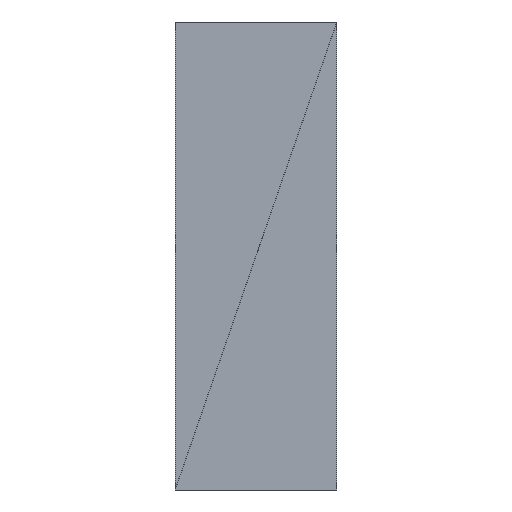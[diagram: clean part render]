
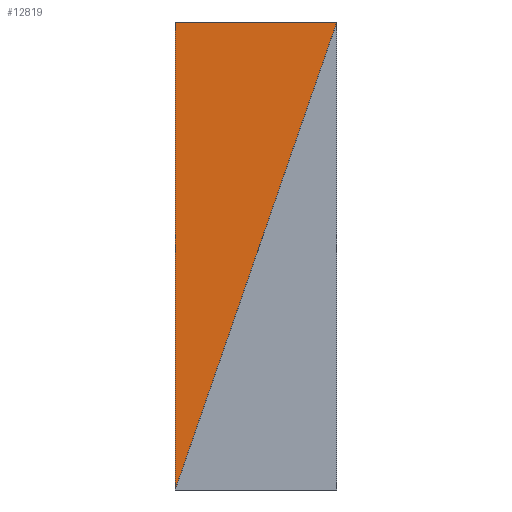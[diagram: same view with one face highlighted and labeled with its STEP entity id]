
A CAD part, left-side view. The second image highlights one B-rep face of the part: STEP entity #12819.
In plain terms, the highlighted planar face has unit normal (-1, 0, 0).
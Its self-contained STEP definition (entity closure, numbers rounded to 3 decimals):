
#149=FACE_OUTER_BOUND('',#1301,.T.);
#1301=EDGE_LOOP('',(#8479,#8480,#8481));
#2469=LINE('',#19329,#4197);
#2585=LINE('',#19559,#4313);
#2586=LINE('',#19560,#4314);
#4197=VECTOR('',#15281,10.);
#4313=VECTOR('',#15529,10.);
#4314=VECTOR('',#15530,10.);
#5798=VERTEX_POINT('',#19090);
#5836=VERTEX_POINT('',#19242);
#5906=VERTEX_POINT('',#19558);
#6499=EDGE_CURVE('',#5798,#5836,#2469,.T.);
#6615=EDGE_CURVE('',#5906,#5798,#2585,.T.);
#6616=EDGE_CURVE('',#5906,#5836,#2586,.T.);
#8479=ORIENTED_EDGE('',*,*,#6615,.F.);
#8480=ORIENTED_EDGE('',*,*,#6616,.T.);
#8481=ORIENTED_EDGE('',*,*,#6499,.F.);
#11667=PLANE('',#13973);
#12819=ADVANCED_FACE('',(#149),#11667,.T.);
#13973=AXIS2_PLACEMENT_3D('',#19557,#15527,#15528);
#15281=DIRECTION('',(0.,0.,1.));
#15527=DIRECTION('center_axis',(-1.,0.,0.));
#15528=DIRECTION('ref_axis',(0.,0.,1.));
#15529=DIRECTION('',(0.,0.327,-0.945));
#15530=DIRECTION('',(0.,1.,0.));
#19090=CARTESIAN_POINT('',(126.944,5.08,147.016));
#19242=CARTESIAN_POINT('',(126.944,5.08,161.715));
#19329=CARTESIAN_POINT('',(126.944,5.08,147.016));
#19557=CARTESIAN_POINT('Origin',(126.944,5.08,161.715));
#19558=CARTESIAN_POINT('',(126.944,0.,161.715));
#19559=CARTESIAN_POINT('',(126.944,0.,161.715));
#19560=CARTESIAN_POINT('',(126.944,0.,161.715));
